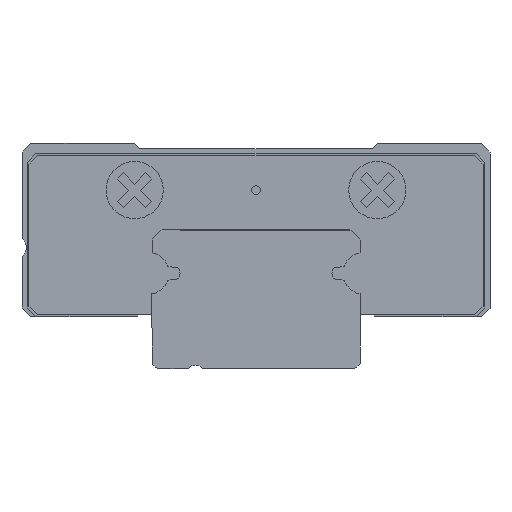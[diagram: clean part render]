
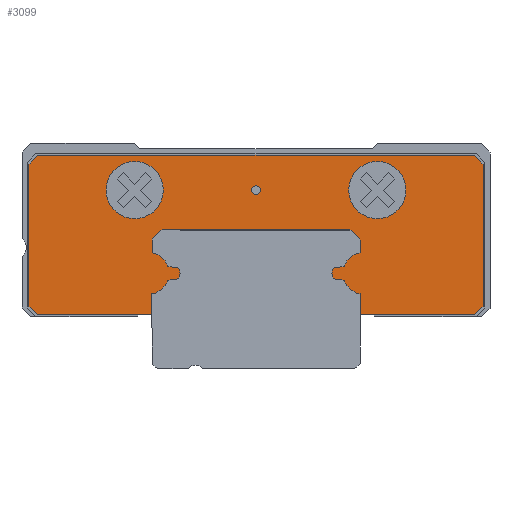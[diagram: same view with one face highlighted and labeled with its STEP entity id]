
A CAD part, front view. The second image highlights one B-rep face of the part: STEP entity #3099.
In plain terms, the highlighted planar face has unit normal (0, -1, 0).
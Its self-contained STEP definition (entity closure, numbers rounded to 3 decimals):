
#96=LINE('',#5555,#470);
#97=LINE('',#5558,#471);
#98=LINE('',#5560,#472);
#99=LINE('',#5562,#473);
#100=LINE('',#5564,#474);
#101=LINE('',#5568,#475);
#102=LINE('',#5572,#476);
#103=LINE('',#5576,#477);
#104=LINE('',#5580,#478);
#105=LINE('',#5584,#479);
#106=LINE('',#5588,#480);
#107=LINE('',#5592,#481);
#108=LINE('',#5596,#482);
#109=LINE('',#5598,#483);
#110=LINE('',#5600,#484);
#111=LINE('',#5602,#485);
#112=LINE('',#5604,#486);
#113=LINE('',#5606,#487);
#470=VECTOR('',#4694,1000.);
#471=VECTOR('',#4695,1000.);
#472=VECTOR('',#4696,1000.);
#473=VECTOR('',#4697,1000.);
#474=VECTOR('',#4698,1000.);
#475=VECTOR('',#4701,1000.);
#476=VECTOR('',#4704,1000.);
#477=VECTOR('',#4707,1000.);
#478=VECTOR('',#4710,1000.);
#479=VECTOR('',#4713,1000.);
#480=VECTOR('',#4716,1000.);
#481=VECTOR('',#4719,1000.);
#482=VECTOR('',#4722,1000.);
#483=VECTOR('',#4723,1000.);
#484=VECTOR('',#4724,1000.);
#485=VECTOR('',#4725,1000.);
#486=VECTOR('',#4726,1000.);
#487=VECTOR('',#4727,1000.);
#799=PLANE('',#4303);
#1102=ORIENTED_EDGE('',*,*,#1908,.F.);
#1103=ORIENTED_EDGE('',*,*,#1909,.F.);
#1104=ORIENTED_EDGE('',*,*,#1910,.F.);
#1105=ORIENTED_EDGE('',*,*,#1911,.F.);
#1106=ORIENTED_EDGE('',*,*,#1912,.F.);
#1107=ORIENTED_EDGE('',*,*,#1913,.F.);
#1108=ORIENTED_EDGE('',*,*,#1914,.F.);
#1109=ORIENTED_EDGE('',*,*,#1915,.F.);
#1110=ORIENTED_EDGE('',*,*,#1916,.F.);
#1111=ORIENTED_EDGE('',*,*,#1917,.F.);
#1112=ORIENTED_EDGE('',*,*,#1918,.F.);
#1113=ORIENTED_EDGE('',*,*,#1919,.F.);
#1114=ORIENTED_EDGE('',*,*,#1920,.F.);
#1115=ORIENTED_EDGE('',*,*,#1921,.F.);
#1116=ORIENTED_EDGE('',*,*,#1922,.F.);
#1117=ORIENTED_EDGE('',*,*,#1923,.F.);
#1118=ORIENTED_EDGE('',*,*,#1924,.F.);
#1119=ORIENTED_EDGE('',*,*,#1925,.F.);
#1120=ORIENTED_EDGE('',*,*,#1926,.F.);
#1121=ORIENTED_EDGE('',*,*,#1927,.F.);
#1122=ORIENTED_EDGE('',*,*,#1928,.F.);
#1123=ORIENTED_EDGE('',*,*,#1929,.F.);
#1124=ORIENTED_EDGE('',*,*,#1930,.F.);
#1125=ORIENTED_EDGE('',*,*,#1931,.F.);
#1126=ORIENTED_EDGE('',*,*,#1932,.F.);
#1127=ORIENTED_EDGE('',*,*,#1933,.F.);
#1128=ORIENTED_EDGE('',*,*,#1934,.F.);
#1129=ORIENTED_EDGE('',*,*,#1935,.F.);
#1130=ORIENTED_EDGE('',*,*,#1936,.F.);
#1908=EDGE_CURVE('',#2328,#2328,#2594,.T.);
#1909=EDGE_CURVE('',#2329,#2329,#2595,.F.);
#1910=EDGE_CURVE('',#2330,#2331,#96,.T.);
#1911=EDGE_CURVE('',#2332,#2330,#97,.T.);
#1912=EDGE_CURVE('',#2333,#2332,#98,.T.);
#1913=EDGE_CURVE('',#2334,#2333,#99,.T.);
#1914=EDGE_CURVE('',#2335,#2334,#100,.T.);
#1915=EDGE_CURVE('',#2336,#2335,#2596,.T.);
#1916=EDGE_CURVE('',#2337,#2336,#101,.T.);
#1917=EDGE_CURVE('',#2338,#2337,#2597,.T.);
#1918=EDGE_CURVE('',#2339,#2338,#102,.T.);
#1919=EDGE_CURVE('',#2340,#2339,#2598,.T.);
#1920=EDGE_CURVE('',#2341,#2340,#103,.T.);
#1921=EDGE_CURVE('',#2342,#2341,#2599,.T.);
#1922=EDGE_CURVE('',#2343,#2342,#104,.T.);
#1923=EDGE_CURVE('',#2344,#2343,#2600,.T.);
#1924=EDGE_CURVE('',#2345,#2344,#105,.T.);
#1925=EDGE_CURVE('',#2346,#2345,#2601,.T.);
#1926=EDGE_CURVE('',#2347,#2346,#106,.T.);
#1927=EDGE_CURVE('',#2348,#2347,#2602,.T.);
#1928=EDGE_CURVE('',#2349,#2348,#107,.T.);
#1929=EDGE_CURVE('',#2350,#2349,#2603,.T.);
#1930=EDGE_CURVE('',#2351,#2350,#108,.T.);
#1931=EDGE_CURVE('',#2352,#2351,#109,.T.);
#1932=EDGE_CURVE('',#2353,#2352,#110,.T.);
#1933=EDGE_CURVE('',#2354,#2353,#111,.T.);
#1934=EDGE_CURVE('',#2355,#2354,#112,.T.);
#1935=EDGE_CURVE('',#2331,#2355,#113,.T.);
#1936=EDGE_CURVE('',#2356,#2356,#2604,.F.);
#2328=VERTEX_POINT('',#5552);
#2329=VERTEX_POINT('',#5554);
#2330=VERTEX_POINT('',#5556);
#2331=VERTEX_POINT('',#5557);
#2332=VERTEX_POINT('',#5559);
#2333=VERTEX_POINT('',#5561);
#2334=VERTEX_POINT('',#5563);
#2335=VERTEX_POINT('',#5565);
#2336=VERTEX_POINT('',#5567);
#2337=VERTEX_POINT('',#5569);
#2338=VERTEX_POINT('',#5571);
#2339=VERTEX_POINT('',#5573);
#2340=VERTEX_POINT('',#5575);
#2341=VERTEX_POINT('',#5577);
#2342=VERTEX_POINT('',#5579);
#2343=VERTEX_POINT('',#5581);
#2344=VERTEX_POINT('',#5583);
#2345=VERTEX_POINT('',#5585);
#2346=VERTEX_POINT('',#5587);
#2347=VERTEX_POINT('',#5589);
#2348=VERTEX_POINT('',#5591);
#2349=VERTEX_POINT('',#5593);
#2350=VERTEX_POINT('',#5595);
#2351=VERTEX_POINT('',#5597);
#2352=VERTEX_POINT('',#5599);
#2353=VERTEX_POINT('',#5601);
#2354=VERTEX_POINT('',#5603);
#2355=VERTEX_POINT('',#5605);
#2356=VERTEX_POINT('',#5608);
#2594=CIRCLE('',#4304,0.25);
#2595=CIRCLE('',#4305,1.65);
#2596=CIRCLE('',#4306,1.2);
#2597=CIRCLE('',#4307,0.42);
#2598=CIRCLE('',#4308,1.2);
#2599=CIRCLE('',#4309,1.15);
#2600=CIRCLE('',#4310,1.15);
#2601=CIRCLE('',#4311,1.2);
#2602=CIRCLE('',#4312,0.42);
#2603=CIRCLE('',#4313,1.2);
#2604=CIRCLE('',#4314,1.65);
#2669=EDGE_LOOP('',(#1102));
#2670=EDGE_LOOP('',(#1103));
#2671=EDGE_LOOP('',(#1104,#1105,#1106,#1107,#1108,#1109,#1110,#1111,#1112,
#1113,#1114,#1115,#1116,#1117,#1118,#1119,#1120,#1121,#1122,#1123,#1124,
#1125,#1126,#1127,#1128,#1129));
#2672=EDGE_LOOP('',(#1130));
#2875=FACE_BOUND('',#2669,.T.);
#2876=FACE_BOUND('',#2670,.T.);
#2877=FACE_BOUND('',#2671,.T.);
#2878=FACE_BOUND('',#2672,.T.);
#3099=ADVANCED_FACE('',(#2875,#2876,#2877,#2878),#799,.F.);
#4303=AXIS2_PLACEMENT_3D('',#5550,#4688,#4689);
#4304=AXIS2_PLACEMENT_3D('',#5551,#4690,#4691);
#4305=AXIS2_PLACEMENT_3D('',#5553,#4692,#4693);
#4306=AXIS2_PLACEMENT_3D('',#5566,#4699,#4700);
#4307=AXIS2_PLACEMENT_3D('',#5570,#4702,#4703);
#4308=AXIS2_PLACEMENT_3D('',#5574,#4705,#4706);
#4309=AXIS2_PLACEMENT_3D('',#5578,#4708,#4709);
#4310=AXIS2_PLACEMENT_3D('',#5582,#4711,#4712);
#4311=AXIS2_PLACEMENT_3D('',#5586,#4714,#4715);
#4312=AXIS2_PLACEMENT_3D('',#5590,#4717,#4718);
#4313=AXIS2_PLACEMENT_3D('',#5594,#4720,#4721);
#4314=AXIS2_PLACEMENT_3D('',#5607,#4728,#4729);
#4688=DIRECTION('',(0.,1.,0.));
#4689=DIRECTION('',(0.,0.,1.));
#4690=DIRECTION('',(0.,-1.,0.));
#4691=DIRECTION('',(1.,0.,0.));
#4692=DIRECTION('',(0.,1.,0.));
#4693=DIRECTION('',(0.,0.,1.));
#4694=DIRECTION('',(0.707,0.,0.707));
#4695=DIRECTION('',(0.,0.,1.));
#4696=DIRECTION('',(-0.707,0.,0.707));
#4697=DIRECTION('',(-1.,0.,0.));
#4698=DIRECTION('',(0.,0.,-1.));
#4699=DIRECTION('',(0.,1.,0.));
#4700=DIRECTION('',(1.,0.,0.));
#4701=DIRECTION('',(-0.991,0.,-0.135));
#4702=DIRECTION('',(0.,1.,0.));
#4703=DIRECTION('',(-1.,0.,0.));
#4704=DIRECTION('',(0.991,0.,-0.135));
#4705=DIRECTION('',(0.,1.,0.));
#4706=DIRECTION('',(1.,0.,0.));
#4707=DIRECTION('',(0.,0.,-1.));
#4708=DIRECTION('',(0.,-1.,0.));
#4709=DIRECTION('',(1.,0.,0.));
#4710=DIRECTION('',(-1.,0.,0.));
#4711=DIRECTION('',(0.,-1.,0.));
#4712=DIRECTION('',(1.,0.,0.));
#4713=DIRECTION('',(0.,0.,1.));
#4714=DIRECTION('',(0.,1.,0.));
#4715=DIRECTION('',(1.,0.,0.));
#4716=DIRECTION('',(0.991,0.,0.135));
#4717=DIRECTION('',(0.,1.,0.));
#4718=DIRECTION('',(1.,0.,0.));
#4719=DIRECTION('',(-0.991,0.,0.135));
#4720=DIRECTION('',(0.,1.,0.));
#4721=DIRECTION('',(1.,0.,0.));
#4722=DIRECTION('',(0.,0.,1.));
#4723=DIRECTION('',(-1.,0.,0.));
#4724=DIRECTION('',(-0.707,0.,-0.707));
#4725=DIRECTION('',(0.,0.,-1.));
#4726=DIRECTION('',(0.707,0.,-0.707));
#4727=DIRECTION('',(1.,0.,0.));
#4728=DIRECTION('',(0.,1.,0.));
#4729=DIRECTION('',(0.,0.,1.));
#5550=CARTESIAN_POINT('',(6.214,-12.4,5.5));
#5551=CARTESIAN_POINT('',(0.,-12.4,10.3));
#5552=CARTESIAN_POINT('',(0.25,-12.4,10.3));
#5553=CARTESIAN_POINT('',(7.,-12.4,10.3));
#5554=CARTESIAN_POINT('',(7.,-12.4,11.95));
#5555=CARTESIAN_POINT('',(-13.1,-12.4,11.8));
#5556=CARTESIAN_POINT('',(-13.1,-12.4,11.8));
#5557=CARTESIAN_POINT('',(-12.6,-12.4,12.3));
#5558=CARTESIAN_POINT('',(-13.1,-12.4,3.6));
#5559=CARTESIAN_POINT('',(-13.1,-12.4,3.6));
#5560=CARTESIAN_POINT('',(-12.6,-12.4,3.1));
#5561=CARTESIAN_POINT('',(-12.6,-12.4,3.1));
#5562=CARTESIAN_POINT('',(-6.,-12.4,3.1));
#5563=CARTESIAN_POINT('',(-6.,-12.4,3.1));
#5564=CARTESIAN_POINT('',(-6.,-12.4,4.319));
#5565=CARTESIAN_POINT('',(-6.,-12.4,4.319));
#5566=CARTESIAN_POINT('',(-6.214,-12.4,5.5));
#5567=CARTESIAN_POINT('',(-5.081,-12.4,5.104));
#5568=CARTESIAN_POINT('',(-4.53,-12.4,5.179));
#5569=CARTESIAN_POINT('',(-4.53,-12.4,5.179));
#5570=CARTESIAN_POINT('',(-4.8,-12.4,5.5));
#5571=CARTESIAN_POINT('',(-4.53,-12.4,5.821));
#5572=CARTESIAN_POINT('',(-5.081,-12.4,5.896));
#5573=CARTESIAN_POINT('',(-5.081,-12.4,5.896));
#5574=CARTESIAN_POINT('',(-6.214,-12.4,5.5));
#5575=CARTESIAN_POINT('',(-6.,-12.4,6.681));
#5576=CARTESIAN_POINT('',(-6.,-12.4,7.419));
#5577=CARTESIAN_POINT('',(-6.,-12.4,7.419));
#5578=CARTESIAN_POINT('',(-4.95,-12.4,6.95));
#5579=CARTESIAN_POINT('',(-5.419,-12.4,8.));
#5580=CARTESIAN_POINT('',(5.419,-12.4,8.));
#5581=CARTESIAN_POINT('',(5.419,-12.4,8.));
#5582=CARTESIAN_POINT('',(4.95,-12.4,6.95));
#5583=CARTESIAN_POINT('',(6.,-12.4,7.419));
#5584=CARTESIAN_POINT('',(6.,-12.4,6.681));
#5585=CARTESIAN_POINT('',(6.,-12.4,6.681));
#5586=CARTESIAN_POINT('',(6.214,-12.4,5.5));
#5587=CARTESIAN_POINT('',(5.081,-12.4,5.896));
#5588=CARTESIAN_POINT('',(4.53,-12.4,5.821));
#5589=CARTESIAN_POINT('',(4.53,-12.4,5.821));
#5590=CARTESIAN_POINT('',(4.8,-12.4,5.5));
#5591=CARTESIAN_POINT('',(4.53,-12.4,5.179));
#5592=CARTESIAN_POINT('',(5.081,-12.4,5.104));
#5593=CARTESIAN_POINT('',(5.081,-12.4,5.104));
#5594=CARTESIAN_POINT('',(6.214,-12.4,5.5));
#5595=CARTESIAN_POINT('',(6.,-12.4,4.319));
#5596=CARTESIAN_POINT('',(6.,-12.4,3.1));
#5597=CARTESIAN_POINT('',(6.,-12.4,3.1));
#5598=CARTESIAN_POINT('',(12.6,-12.4,3.1));
#5599=CARTESIAN_POINT('',(12.6,-12.4,3.1));
#5600=CARTESIAN_POINT('',(13.1,-12.4,3.6));
#5601=CARTESIAN_POINT('',(13.1,-12.4,3.6));
#5602=CARTESIAN_POINT('',(13.1,-12.4,11.8));
#5603=CARTESIAN_POINT('',(13.1,-12.4,11.8));
#5604=CARTESIAN_POINT('',(12.6,-12.4,12.3));
#5605=CARTESIAN_POINT('',(12.6,-12.4,12.3));
#5606=CARTESIAN_POINT('',(-12.6,-12.4,12.3));
#5607=CARTESIAN_POINT('',(-7.,-12.4,10.3));
#5608=CARTESIAN_POINT('',(-7.,-12.4,11.95));
